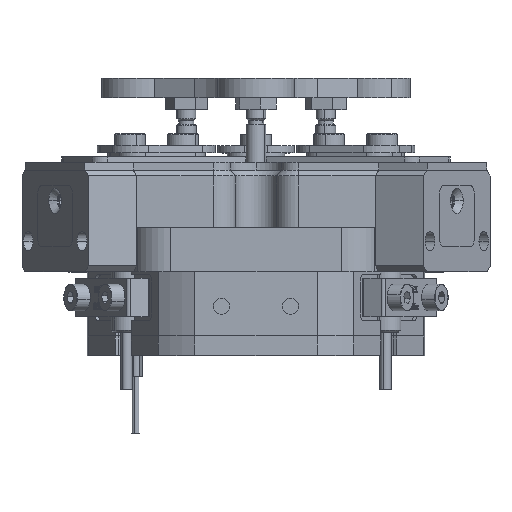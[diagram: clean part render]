
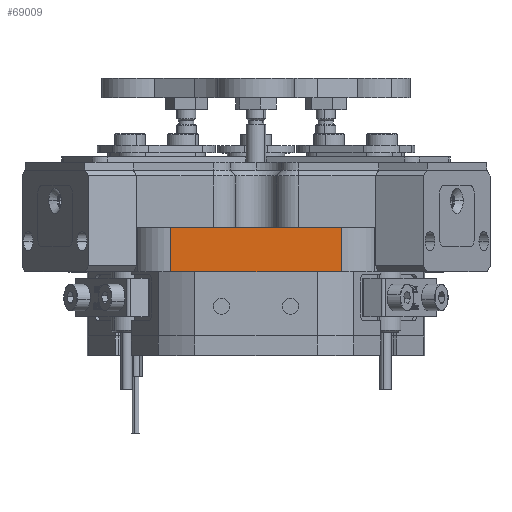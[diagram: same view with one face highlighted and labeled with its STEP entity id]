
A CAD part, top view. The second image highlights one B-rep face of the part: STEP entity #69009.
In plain terms, the highlighted planar face has unit normal (0, 0, 1).
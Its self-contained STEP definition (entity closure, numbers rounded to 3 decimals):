
#1787 = VECTOR ( 'NONE', #7421, 1000. ) ;
#2908 = VECTOR ( 'NONE', #62543, 1000. ) ;
#7421 = DIRECTION ( 'NONE',  ( -1., 0., 0. ) ) ;
#8187 = VERTEX_POINT ( 'NONE', #51382 ) ;
#8209 = VECTOR ( 'NONE', #9187, 1000. ) ;
#8364 = DIRECTION ( 'NONE',  ( 1., 0., 0. ) ) ;
#8537 = LINE ( 'NONE', #18601, #1787 ) ;
#9080 = PLANE ( 'NONE',  #40482 ) ;
#9187 = DIRECTION ( 'NONE',  ( -1., 0., 0. ) ) ;
#9917 = EDGE_CURVE ( 'NONE', #8187, #14123, #60909, .T. ) ;
#10776 = LINE ( 'NONE', #19940, #8209 ) ;
#11696 = ORIENTED_EDGE ( 'NONE', *, *, #64144, .F. ) ;
#14123 = VERTEX_POINT ( 'NONE', #54502 ) ;
#18601 = CARTESIAN_POINT ( 'NONE',  ( 75.344, 28.2, 43.5 ) ) ;
#19940 = CARTESIAN_POINT ( 'NONE',  ( 75.344, 16.7, 43.5 ) ) ;
#21969 = DIRECTION ( 'NONE',  ( 0., -1., 0. ) ) ;
#22120 = VERTEX_POINT ( 'NONE', #63470 ) ;
#23082 = FACE_OUTER_BOUND ( 'NONE', #58205, .T. ) ;
#24805 = CARTESIAN_POINT ( 'NONE',  ( 22.228, -329.685, 43.5 ) ) ;
#32049 = ORIENTED_EDGE ( 'NONE', *, *, #42803, .T. ) ;
#35139 = LINE ( 'NONE', #24805, #2908 ) ;
#37662 = ORIENTED_EDGE ( 'NONE', *, *, #54519, .T. ) ;
#40482 = AXIS2_PLACEMENT_3D ( 'NONE', #57562, #68205, #8364 ) ;
#41504 = VECTOR ( 'NONE', #21969, 1000. ) ;
#42803 = EDGE_CURVE ( 'NONE', #58368, #22120, #35139, .T. ) ;
#50497 = ORIENTED_EDGE ( 'NONE', *, *, #9917, .T. ) ;
#51031 = CARTESIAN_POINT ( 'NONE',  ( 22.228, 16.7, 43.5 ) ) ;
#51382 = CARTESIAN_POINT ( 'NONE',  ( -22.228, 28.2, 43.5 ) ) ;
#54502 = CARTESIAN_POINT ( 'NONE',  ( -22.228, 16.7, 43.5 ) ) ;
#54519 = EDGE_CURVE ( 'NONE', #22120, #8187, #8537, .T. ) ;
#57562 = CARTESIAN_POINT ( 'NONE',  ( 75.344, -329.685, 43.5 ) ) ;
#58205 = EDGE_LOOP ( 'NONE', ( #37662, #50497, #11696, #32049 ) ) ;
#58368 = VERTEX_POINT ( 'NONE', #51031 ) ;
#59932 = CARTESIAN_POINT ( 'NONE',  ( -22.228, -329.685, 43.5 ) ) ;
#60909 = LINE ( 'NONE', #59932, #41504 ) ;
#62543 = DIRECTION ( 'NONE',  ( 0., 1., 0. ) ) ;
#63470 = CARTESIAN_POINT ( 'NONE',  ( 22.228, 28.2, 43.5 ) ) ;
#64144 = EDGE_CURVE ( 'NONE', #58368, #14123, #10776, .T. ) ;
#68205 = DIRECTION ( 'NONE',  ( 0., 0., 1. ) ) ;
#69009 = ADVANCED_FACE ( 'NONE', ( #23082 ), #9080, .T. ) ;
